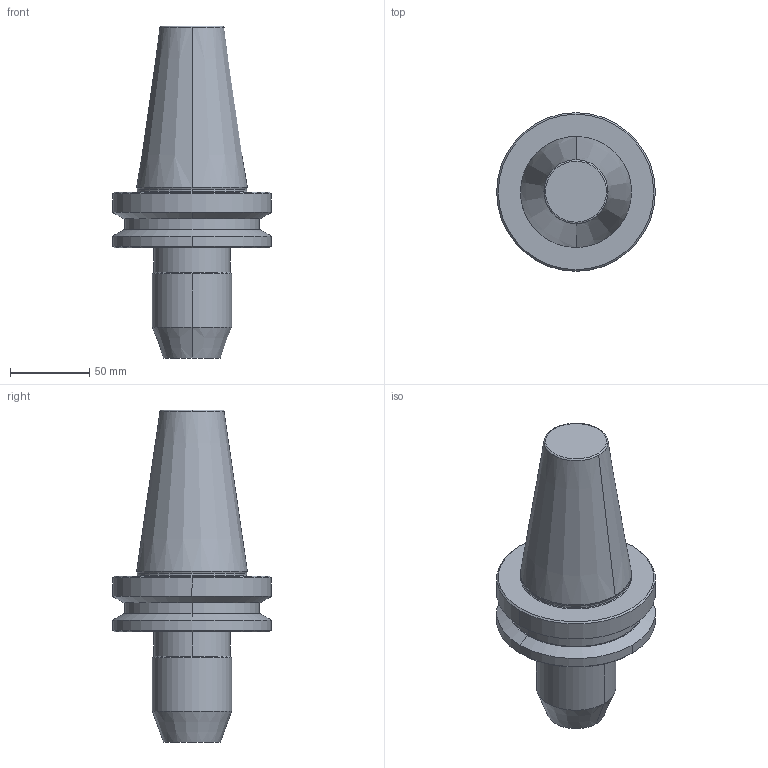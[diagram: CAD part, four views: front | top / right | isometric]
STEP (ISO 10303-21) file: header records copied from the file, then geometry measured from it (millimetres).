
FILE_DESCRIPTION (( 'STEP AP203' ), '1' );
FILE_NAME ('BT50 NCDC 1-13 107.5.STEP', '2019-05-24T06:35:52', ( '' ), ( '' ), 'SwSTEP 2.0', 'SolidWorks 2014', '' );
FILE_SCHEMA (( 'CONFIG_CONTROL_DESIGN' ));
Length unit declared in the file: millimetre
Products named in the file (1): BT50 NCDC  1-13  107.5
Bounding box: 100 x 100 x 209.3 mm (x, y, z)
Volume: 634499.4 mm3; surface area: 54197.1 mm2
Topology: 1 solids, 1 shells, 38 faces, 86 edges, 54 vertices
Faces by surface type: cone 16, cylinder 12, plane 6, bspline 4
Entity records: 1521 total; most frequent: CARTESIAN_POINT 581, DIRECTION 198, ORIENTED_EDGE 172, EDGE_CURVE 86, AXIS2_PLACEMENT_3D 85, VERTEX_POINT 54, CIRCLE 50, EDGE_LOOP 42
